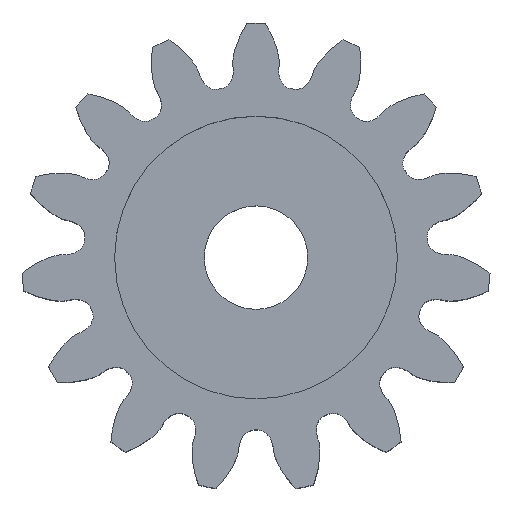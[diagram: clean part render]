
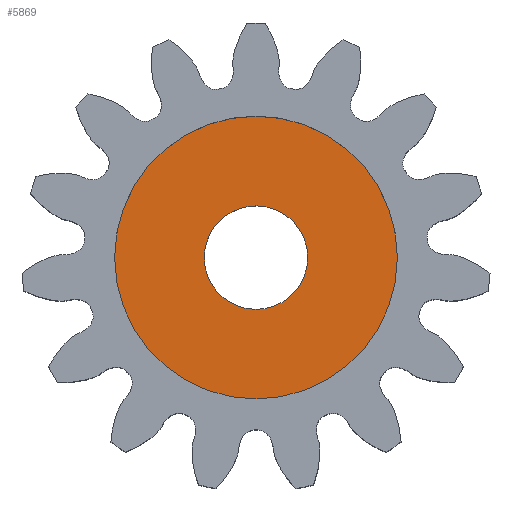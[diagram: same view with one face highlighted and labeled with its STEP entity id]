
A CAD part, top view. The second image highlights one B-rep face of the part: STEP entity #5869.
In plain terms, the highlighted planar face has unit normal (0, 0, 1).
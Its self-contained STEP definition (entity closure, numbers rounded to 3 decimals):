
#87 = EDGE_CURVE ( 'NONE', #7981, #804, #1404, .T. ) ;
#572 = CIRCLE ( 'NONE', #6709, 4.1 ) ;
#804 = VERTEX_POINT ( 'NONE', #4456 ) ;
#1182 = DIRECTION ( 'NONE',  ( 0., 0., 1. ) ) ;
#1347 = ORIENTED_EDGE ( 'NONE', *, *, #6625, .T. ) ;
#1352 = AXIS2_PLACEMENT_3D ( 'NONE', #2448, #1182, #6151 ) ;
#1358 = ORIENTED_EDGE ( 'NONE', *, *, #1758, .F. ) ;
#1400 = VERTEX_POINT ( 'NONE', #3379 ) ;
#1404 = CIRCLE ( 'NONE', #4254, 1.5 ) ;
#1758 = EDGE_CURVE ( 'NONE', #804, #7981, #4256, .T. ) ;
#1909 = EDGE_CURVE ( 'NONE', #1400, #7277, #6353, .T. ) ;
#1923 = CARTESIAN_POINT ( 'NONE',  ( 0., 0., 4.4 ) ) ;
#2039 = AXIS2_PLACEMENT_3D ( 'NONE', #3306, #3843, #3925 ) ;
#2085 = DIRECTION ( 'NONE',  ( -1., 0., 0. ) ) ;
#2448 = CARTESIAN_POINT ( 'NONE',  ( 0., 0., 4.4 ) ) ;
#2695 = PLANE ( 'NONE',  #2039 ) ;
#3306 = CARTESIAN_POINT ( 'NONE',  ( -0.457, 6.437, 4.4 ) ) ;
#3379 = CARTESIAN_POINT ( 'NONE',  ( 4.1, 0., 4.4 ) ) ;
#3614 = ORIENTED_EDGE ( 'NONE', *, *, #87, .F. ) ;
#3632 = CARTESIAN_POINT ( 'NONE',  ( 1.284, -0.775, 4.4 ) ) ;
#3843 = DIRECTION ( 'NONE',  ( 0., 0., -1. ) ) ;
#3867 = CARTESIAN_POINT ( 'NONE',  ( 0., 0., 4.4 ) ) ;
#3925 = DIRECTION ( 'NONE',  ( -1., 0., 0. ) ) ;
#4254 = AXIS2_PLACEMENT_3D ( 'NONE', #3867, #5086, #2085 ) ;
#4256 = CIRCLE ( 'NONE', #1352, 1.5 ) ;
#4456 = CARTESIAN_POINT ( 'NONE',  ( -1.284, 0.775, 4.4 ) ) ;
#4654 = FACE_BOUND ( 'NONE', #5929, .T. ) ;
#5086 = DIRECTION ( 'NONE',  ( 0., 0., 1. ) ) ;
#5234 = DIRECTION ( 'NONE',  ( -1., 0., 0. ) ) ;
#5869 = ADVANCED_FACE ( 'NONE', ( #4654, #6753 ), #2695, .F. ) ;
#5887 = CARTESIAN_POINT ( 'NONE',  ( 0., 0., 4.4 ) ) ;
#5929 = EDGE_LOOP ( 'NONE', ( #3614, #1358 ) ) ;
#6012 = EDGE_LOOP ( 'NONE', ( #6031, #1347 ) ) ;
#6031 = ORIENTED_EDGE ( 'NONE', *, *, #1909, .T. ) ;
#6151 = DIRECTION ( 'NONE',  ( -1., 0., 0. ) ) ;
#6248 = DIRECTION ( 'NONE',  ( -1., 0., 0. ) ) ;
#6353 = CIRCLE ( 'NONE', #7675, 4.1 ) ;
#6528 = DIRECTION ( 'NONE',  ( 0., 0., 1. ) ) ;
#6625 = EDGE_CURVE ( 'NONE', #7277, #1400, #572, .T. ) ;
#6709 = AXIS2_PLACEMENT_3D ( 'NONE', #5887, #6528, #5234 ) ;
#6753 = FACE_OUTER_BOUND ( 'NONE', #6012, .T. ) ;
#6791 = DIRECTION ( 'NONE',  ( 0., 0., 1. ) ) ;
#6794 = CARTESIAN_POINT ( 'NONE',  ( -4.1, 0., 4.4 ) ) ;
#7277 = VERTEX_POINT ( 'NONE', #6794 ) ;
#7675 = AXIS2_PLACEMENT_3D ( 'NONE', #1923, #6791, #6248 ) ;
#7981 = VERTEX_POINT ( 'NONE', #3632 ) ;
